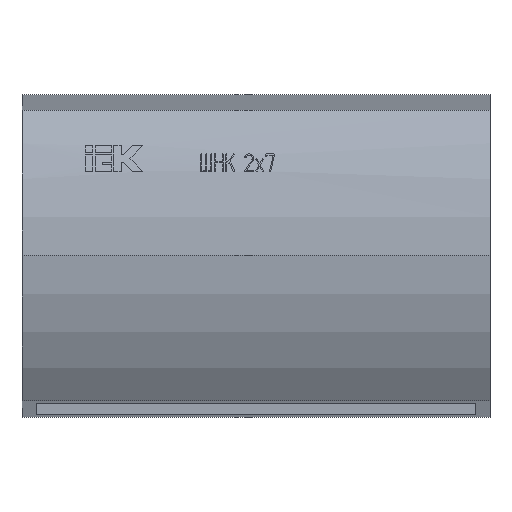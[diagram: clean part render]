
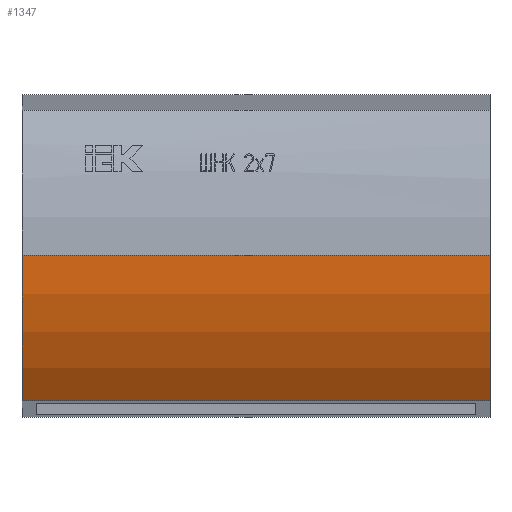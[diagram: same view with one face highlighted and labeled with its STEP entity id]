
A CAD part, top view. The second image highlights one B-rep face of the part: STEP entity #1347.
In plain terms, the highlighted cylindrical face has radius 35.577 mm (diameter 71.154 mm), a partial arc.
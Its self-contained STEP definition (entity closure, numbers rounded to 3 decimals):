
#173 = DIRECTION ( 'NONE',  ( 1., 0., 0. ) ) ;
#1105 = CARTESIAN_POINT ( 'NONE',  ( -33., 0., 51.5 ) ) ;
#1347 = ADVANCED_FACE ( 'NONE', ( #4103 ), #3031, .T. ) ;
#1786 = CARTESIAN_POINT ( 'NONE',  ( 33., 0., 15.923 ) ) ;
#1955 = AXIS2_PLACEMENT_3D ( 'NONE', #5212, #173, #6010 ) ;
#2062 = VERTEX_POINT ( 'NONE', #6619 ) ;
#2621 = DIRECTION ( 'NONE',  ( 0., 0., -1. ) ) ;
#2749 = DIRECTION ( 'NONE',  ( -1., 0., 0. ) ) ;
#3031 = CYLINDRICAL_SURFACE ( 'NONE', #5121, 35.577 ) ;
#3150 = ORIENTED_EDGE ( 'NONE', *, *, #7107, .T. ) ;
#3475 = VECTOR ( 'NONE', #2749, 1000. ) ;
#3516 = EDGE_CURVE ( 'NONE', #2062, #10195, #8771, .T. ) ;
#3614 = CARTESIAN_POINT ( 'NONE',  ( 33., 0., 51.5 ) ) ;
#3792 = CARTESIAN_POINT ( 'NONE',  ( 33., -20.5, 45. ) ) ;
#4103 = FACE_OUTER_BOUND ( 'NONE', #6817, .T. ) ;
#4857 = EDGE_CURVE ( 'NONE', #5749, #10195, #5064, .T. ) ;
#5064 = CIRCLE ( 'NONE', #1955, 35.577 ) ;
#5121 = AXIS2_PLACEMENT_3D ( 'NONE', #6433, #5646, #10650 ) ;
#5161 = ORIENTED_EDGE ( 'NONE', *, *, #10076, .F. ) ;
#5212 = CARTESIAN_POINT ( 'NONE',  ( -33., 0., 15.923 ) ) ;
#5357 = ORIENTED_EDGE ( 'NONE', *, *, #4857, .T. ) ;
#5646 = DIRECTION ( 'NONE',  ( -1., 0., 0. ) ) ;
#5656 = LINE ( 'NONE', #3614, #3475 ) ;
#5749 = VERTEX_POINT ( 'NONE', #1105 ) ;
#6010 = DIRECTION ( 'NONE',  ( 0., 0., -1. ) ) ;
#6433 = CARTESIAN_POINT ( 'NONE',  ( 33., 0., 15.923 ) ) ;
#6619 = CARTESIAN_POINT ( 'NONE',  ( 33., -20.5, 45. ) ) ;
#6817 = EDGE_LOOP ( 'NONE', ( #5161, #3150, #5357, #9291 ) ) ;
#6818 = VECTOR ( 'NONE', #9550, 1000. ) ;
#7107 = EDGE_CURVE ( 'NONE', #7576, #5749, #5656, .T. ) ;
#7529 = DIRECTION ( 'NONE',  ( 1., 0., 0. ) ) ;
#7576 = VERTEX_POINT ( 'NONE', #9387 ) ;
#8219 = AXIS2_PLACEMENT_3D ( 'NONE', #1786, #7529, #2621 ) ;
#8716 = CARTESIAN_POINT ( 'NONE',  ( -33., -20.5, 45. ) ) ;
#8771 = LINE ( 'NONE', #3792, #6818 ) ;
#9291 = ORIENTED_EDGE ( 'NONE', *, *, #3516, .F. ) ;
#9387 = CARTESIAN_POINT ( 'NONE',  ( 33., 0., 51.5 ) ) ;
#9550 = DIRECTION ( 'NONE',  ( -1., 0., 0. ) ) ;
#10076 = EDGE_CURVE ( 'NONE', #7576, #2062, #10081, .T. ) ;
#10081 = CIRCLE ( 'NONE', #8219, 35.577 ) ;
#10195 = VERTEX_POINT ( 'NONE', #8716 ) ;
#10650 = DIRECTION ( 'NONE',  ( 0., 0., 1. ) ) ;
